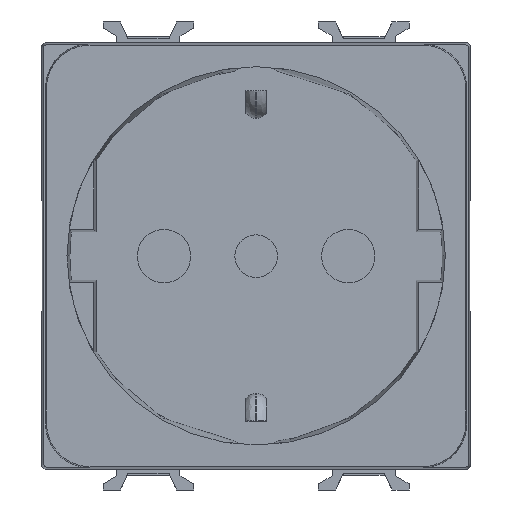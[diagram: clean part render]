
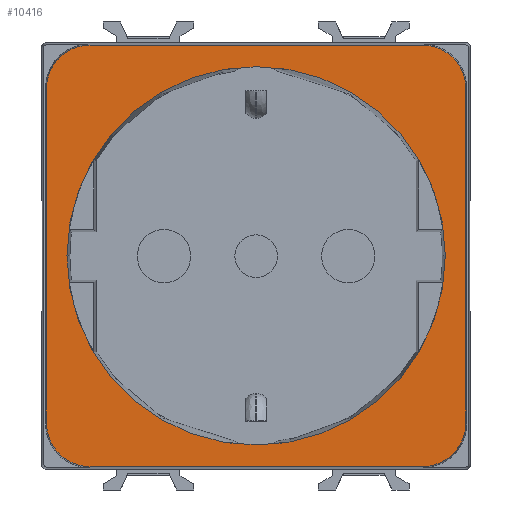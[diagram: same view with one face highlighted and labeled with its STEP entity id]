
A CAD part, top view. The second image highlights one B-rep face of the part: STEP entity #10416.
In plain terms, the highlighted planar face has unit normal (0, 0, 1).
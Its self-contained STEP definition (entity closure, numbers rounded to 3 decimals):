
#127=CARTESIAN_POINT('',(0.,0.,9.7));
#128=DIRECTION('',(0.,0.,-1.));
#129=DIRECTION('',(1.,0.,0.));
#130=AXIS2_PLACEMENT_3D('',#127,#128,#129);
#132=CARTESIAN_POINT('',(0.,0.,9.7));
#133=DIRECTION('',(0.,0.,1.));
#134=DIRECTION('',(1.,0.,0.));
#135=AXIS2_PLACEMENT_3D('',#132,#133,#134);
#161=CARTESIAN_POINT('',(-21.613,17.234,9.7));
#162=CARTESIAN_POINT('',(-21.613,17.609,9.7));
#163=CARTESIAN_POINT('',(-21.524,18.27,9.7));
#164=CARTESIAN_POINT('',(-21.138,19.383,9.7));
#165=CARTESIAN_POINT('',(-20.359,20.478,9.7));
#166=CARTESIAN_POINT('',(-19.264,21.257,9.7));
#167=CARTESIAN_POINT('',(-18.151,21.643,9.7));
#168=CARTESIAN_POINT('',(-17.49,21.732,9.7));
#169=CARTESIAN_POINT('',(-17.115,21.732,9.7));
#171=CARTESIAN_POINT('',(21.613,17.234,9.7));
#172=CARTESIAN_POINT('',(21.613,17.609,9.7));
#173=CARTESIAN_POINT('',(21.524,18.27,9.7));
#174=CARTESIAN_POINT('',(21.138,19.383,9.7));
#175=CARTESIAN_POINT('',(20.359,20.478,9.7));
#176=CARTESIAN_POINT('',(19.264,21.257,9.7));
#177=CARTESIAN_POINT('',(18.151,21.643,9.7));
#178=CARTESIAN_POINT('',(17.49,21.732,9.7));
#179=CARTESIAN_POINT('',(17.115,21.732,9.7));
#181=CARTESIAN_POINT('',(21.613,-17.234,9.7));
#182=CARTESIAN_POINT('',(21.613,-17.609,9.7));
#183=CARTESIAN_POINT('',(21.524,-18.27,9.7));
#184=CARTESIAN_POINT('',(21.138,-19.383,9.7));
#185=CARTESIAN_POINT('',(20.359,-20.478,9.7));
#186=CARTESIAN_POINT('',(19.264,-21.257,9.7));
#187=CARTESIAN_POINT('',(18.151,-21.643,9.7));
#188=CARTESIAN_POINT('',(17.49,-21.732,9.7));
#189=CARTESIAN_POINT('',(17.115,-21.732,9.7));
#191=CARTESIAN_POINT('',(-21.613,-17.234,9.7));
#192=CARTESIAN_POINT('',(-21.613,-17.609,9.7));
#193=CARTESIAN_POINT('',(-21.524,-18.27,9.7));
#194=CARTESIAN_POINT('',(-21.138,-19.383,9.7));
#195=CARTESIAN_POINT('',(-20.359,-20.478,9.7));
#196=CARTESIAN_POINT('',(-19.264,-21.257,9.7));
#197=CARTESIAN_POINT('',(-18.151,-21.643,9.7));
#198=CARTESIAN_POINT('',(-17.49,-21.732,9.7));
#199=CARTESIAN_POINT('',(-17.115,-21.732,9.7));
#205=DIRECTION('',(0.,-1.,0.));
#206=VECTOR('',#205,34.469);
#207=CARTESIAN_POINT('',(-21.613,17.234,9.7));
#208=LINE('',#207,#206);
#259=DIRECTION('',(1.,0.,0.));
#260=VECTOR('',#259,34.231);
#261=CARTESIAN_POINT('',(-17.115,-21.732,9.7));
#262=LINE('',#261,#260);
#295=DIRECTION('',(0.,1.,0.));
#296=VECTOR('',#295,34.469);
#297=CARTESIAN_POINT('',(21.613,-17.234,9.7));
#298=LINE('',#297,#296);
#333=DIRECTION('',(1.,0.,0.));
#334=VECTOR('',#333,34.231);
#335=CARTESIAN_POINT('',(-17.115,21.732,9.7));
#336=LINE('',#335,#334);
#8787=CARTESIAN_POINT('',(-19.5,0.,9.7));
#8789=VERTEX_POINT('',#8787);
#8791=CARTESIAN_POINT('',(19.5,0.,9.7));
#8793=VERTEX_POINT('',#8791);
#8818=VERTEX_POINT('',#191);
#8819=VERTEX_POINT('',#199);
#8831=VERTEX_POINT('',#181);
#8832=VERTEX_POINT('',#189);
#8841=VERTEX_POINT('',#161);
#8842=VERTEX_POINT('',#169);
#8854=VERTEX_POINT('',#171);
#8855=VERTEX_POINT('',#179);
#10389=CARTESIAN_POINT('',(0.,0.,9.7));
#10390=DIRECTION('',(0.,0.,1.));
#10391=DIRECTION('',(1.,0.,0.));
#10392=AXIS2_PLACEMENT_3D('',#10389,#10390,#10391);
#10393=PLANE('',#10392);
#10395=ORIENTED_EDGE('',*,*,#10394,.F.);
#10397=ORIENTED_EDGE('',*,*,#10396,.T.);
#10399=ORIENTED_EDGE('',*,*,#10398,.T.);
#10401=ORIENTED_EDGE('',*,*,#10400,.F.);
#10403=ORIENTED_EDGE('',*,*,#10402,.F.);
#10405=ORIENTED_EDGE('',*,*,#10404,.T.);
#10407=ORIENTED_EDGE('',*,*,#10406,.F.);
#10409=ORIENTED_EDGE('',*,*,#10408,.F.);
#10410=EDGE_LOOP('',(#10395,#10397,#10399,#10401,#10403,#10405,#10407,#10409));
#10411=FACE_OUTER_BOUND('',#10410,.F.);
#10412=ORIENTED_EDGE('',*,*,#10350,.F.);
#10413=ORIENTED_EDGE('',*,*,#10361,.T.);
#10414=EDGE_LOOP('',(#10412,#10413));
#10415=FACE_BOUND('',#10414,.F.);
#10416=ADVANCED_FACE('',(#10411,#10415),#10393,.T.);
#131=CIRCLE('',#130,19.5);
#136=CIRCLE('',#135,19.5);
#170=B_SPLINE_CURVE_WITH_KNOTS('',3,(#161,#162,#163,#164,#165,#166,#167,#168,
#169),.UNSPECIFIED.,.F.,.F.,(4,1,1,1,1,1,4),(0.,0.125,0.25,0.5,0.75,
0.875,1.),.UNSPECIFIED.);
#180=B_SPLINE_CURVE_WITH_KNOTS('',3,(#171,#172,#173,#174,#175,#176,#177,#178,
#179),.UNSPECIFIED.,.F.,.F.,(4,1,1,1,1,1,4),(0.,0.125,0.25,0.5,0.75,
0.875,1.),.UNSPECIFIED.);
#190=B_SPLINE_CURVE_WITH_KNOTS('',3,(#181,#182,#183,#184,#185,#186,#187,#188,
#189),.UNSPECIFIED.,.F.,.F.,(4,1,1,1,1,1,4),(0.,0.125,0.25,0.5,0.75,
0.875,1.),.UNSPECIFIED.);
#200=B_SPLINE_CURVE_WITH_KNOTS('',3,(#191,#192,#193,#194,#195,#196,#197,#198,
#199),.UNSPECIFIED.,.F.,.F.,(4,1,1,1,1,1,4),(0.,0.125,0.25,0.5,0.75,
0.875,1.),.UNSPECIFIED.);
#10350=EDGE_CURVE('',#8793,#8789,#131,.T.);
#10361=EDGE_CURVE('',#8793,#8789,#136,.T.);
#10394=EDGE_CURVE('',#8841,#8818,#208,.T.);
#10396=EDGE_CURVE('',#8841,#8842,#170,.T.);
#10398=EDGE_CURVE('',#8842,#8855,#336,.T.);
#10400=EDGE_CURVE('',#8854,#8855,#180,.T.);
#10402=EDGE_CURVE('',#8831,#8854,#298,.T.);
#10404=EDGE_CURVE('',#8831,#8832,#190,.T.);
#10406=EDGE_CURVE('',#8819,#8832,#262,.T.);
#10408=EDGE_CURVE('',#8818,#8819,#200,.T.);
